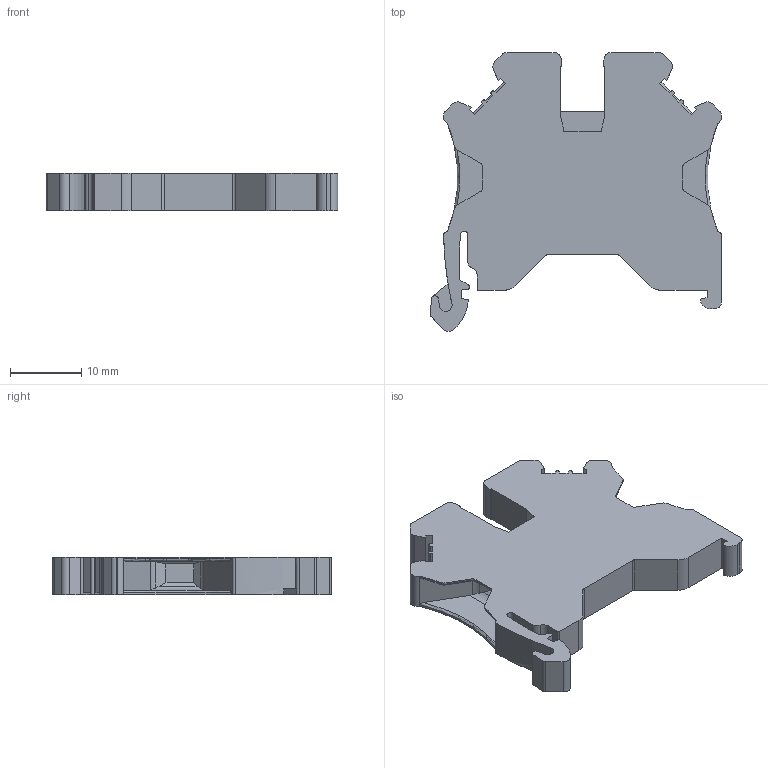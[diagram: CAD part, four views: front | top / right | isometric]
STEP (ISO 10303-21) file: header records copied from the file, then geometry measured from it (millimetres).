
FILE_DESCRIPTION((''),'2;1');
FILE_NAME('8YB754668','2023-10-12T',('dell'),(''),'PRO/ENGINEER BY PARAMETRIC TECHNOLOGY CORPORATION, 2013230','PRO/ENGINEER BY PARAMETRIC TECHNOLOGY CORPORATION, 2013230','');
FILE_SCHEMA(('AUTOMOTIVE_DESIGN { 1 0 10303 214 1 1 1 1 }'));
Length unit declared in the file: millimetre
Products named in the file (1): 8YB754668
Bounding box: 40.85 x 39.1 x 5.2 mm (x, y, z)
Volume: 4612.2 mm3; surface area: 3517.7 mm2
Topology: 1 solids, 1 shells, 187 faces, 525 edges, 342 vertices
Faces by surface type: plane 99, cylinder 72, torus 16
Entity records: 6211 total; most frequent: CARTESIAN_POINT 1189, ORIENTED_EDGE 1050, DIRECTION 1025, EDGE_CURVE 525, AXIS2_PLACEMENT_3D 343, VERTEX_POINT 342, VECTOR 339, LINE 339
